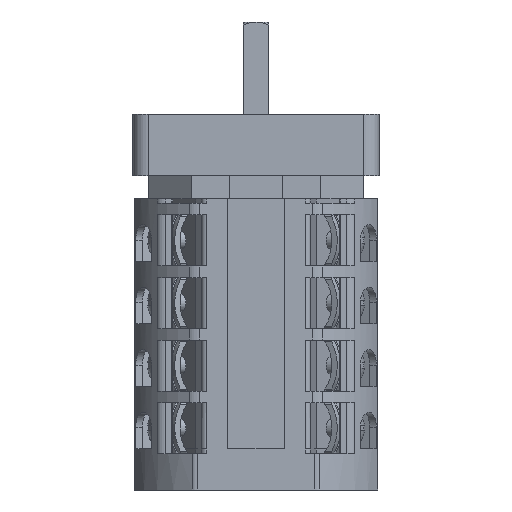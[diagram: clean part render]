
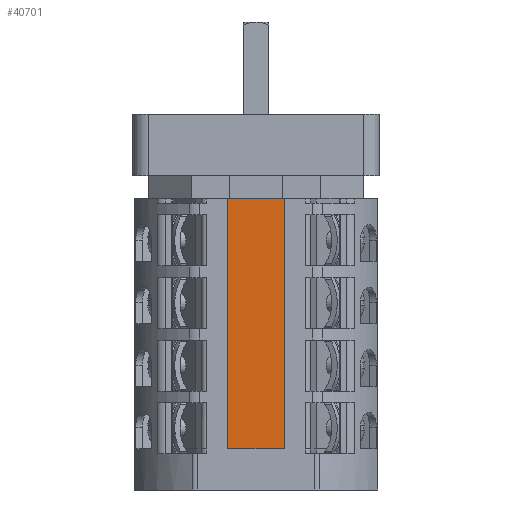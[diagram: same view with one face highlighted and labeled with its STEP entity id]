
A CAD part, left-side view. The second image highlights one B-rep face of the part: STEP entity #40701.
In plain terms, the highlighted planar face has unit normal (-1, 0, 0).
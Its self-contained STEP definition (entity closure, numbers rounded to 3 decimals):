
#15398=DIRECTION('',(0.,1.,0.));
#15399=VECTOR('',#15398,0.25);
#15400=CARTESIAN_POINT('',(-22.3,-5.5,0.));
#15401=LINE('',#15400,#15399);
#15410=DIRECTION('',(0.,1.,0.));
#15411=VECTOR('',#15410,10.5);
#15412=CARTESIAN_POINT('',(-22.3,-5.25,0.));
#15413=LINE('',#15412,#15411);
#15426=DIRECTION('',(0.,1.,0.));
#15427=VECTOR('',#15426,11.);
#15428=CARTESIAN_POINT('',(-22.3,-5.5,-48.8));
#15429=LINE('',#15428,#15427);
#15438=DIRECTION('',(0.,0.,1.));
#15439=VECTOR('',#15438,48.8);
#15440=CARTESIAN_POINT('',(-22.3,-5.5,-48.8));
#15441=LINE('',#15440,#15439);
#15454=DIRECTION('',(0.,0.,-1.));
#15455=VECTOR('',#15454,48.8);
#15456=CARTESIAN_POINT('',(-22.3,5.5,0.));
#15457=LINE('',#15456,#15455);
#15458=DIRECTION('',(0.,1.,0.));
#15459=VECTOR('',#15458,0.25);
#15460=CARTESIAN_POINT('',(-22.3,5.25,0.));
#15461=LINE('',#15460,#15459);
#23056=CARTESIAN_POINT('',(-22.3,-5.5,0.));
#23058=VERTEX_POINT('',#23056);
#23060=CARTESIAN_POINT('',(-22.3,5.5,0.));
#23062=VERTEX_POINT('',#23060);
#23179=CARTESIAN_POINT('',(-22.3,-5.25,0.));
#23180=CARTESIAN_POINT('',(-22.3,5.25,0.));
#23181=VERTEX_POINT('',#23179);
#23182=VERTEX_POINT('',#23180);
#26395=CARTESIAN_POINT('',(-22.3,-5.5,-48.8));
#26396=CARTESIAN_POINT('',(-22.3,5.5,-48.8));
#26397=VERTEX_POINT('',#26395);
#26398=VERTEX_POINT('',#26396);
#40684=CARTESIAN_POINT('',(-22.3,0.,0.));
#40685=DIRECTION('',(1.,0.,0.));
#40686=DIRECTION('',(0.,0.,-1.));
#40687=AXIS2_PLACEMENT_3D('',#40684,#40685,#40686);
#40688=PLANE('',#40687);
#40690=ORIENTED_EDGE('',*,*,#40689,.T.);
#40692=ORIENTED_EDGE('',*,*,#40691,.F.);
#40694=ORIENTED_EDGE('',*,*,#40693,.F.);
#40695=ORIENTED_EDGE('',*,*,#40674,.F.);
#40696=ORIENTED_EDGE('',*,*,#40647,.F.);
#40698=ORIENTED_EDGE('',*,*,#40697,.F.);
#40699=EDGE_LOOP('',(#40690,#40692,#40694,#40695,#40696,#40698));
#40700=FACE_OUTER_BOUND('',#40699,.F.);
#40647=EDGE_CURVE('',#23058,#23181,#15401,.T.);
#40674=EDGE_CURVE('',#23181,#23182,#15413,.T.);
#40689=EDGE_CURVE('',#26397,#26398,#15429,.T.);
#40691=EDGE_CURVE('',#23062,#26398,#15457,.T.);
#40693=EDGE_CURVE('',#23182,#23062,#15461,.T.);
#40697=EDGE_CURVE('',#26397,#23058,#15441,.T.);
#40701=ADVANCED_FACE('',(#40700),#40688,.F.);
